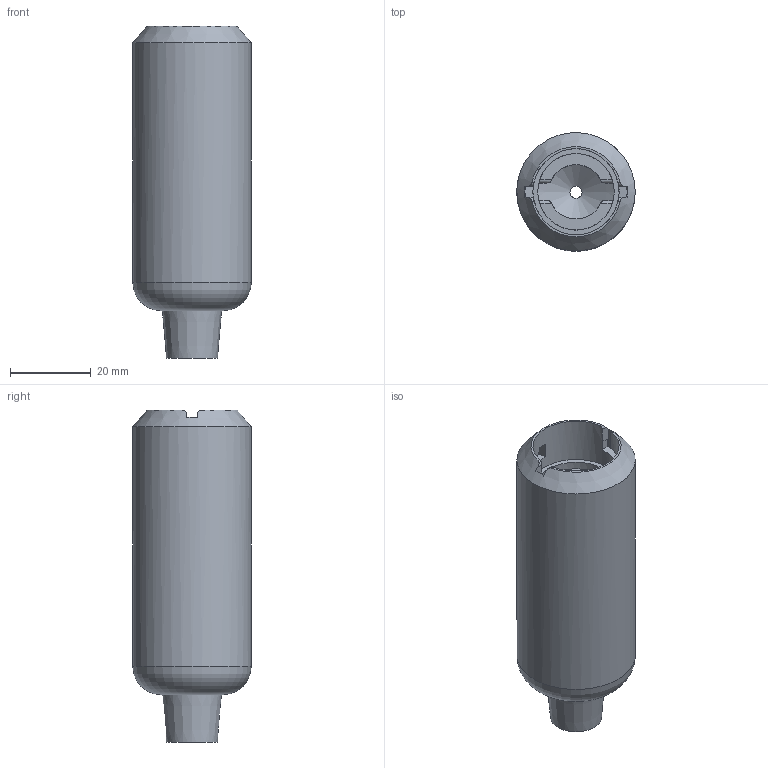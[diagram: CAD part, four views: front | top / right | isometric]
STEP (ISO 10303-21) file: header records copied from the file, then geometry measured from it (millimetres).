
FILE_DESCRIPTION(/* description */ ('STEP AP242','CAx-IF Rec.Pracs.---Representation and Presentation of Product Manufacturing Information (PMI)---4.0---2014-10-13','CAx-IF Rec.Pracs.---3D Tessellated Geometry---0.4---2014-09-14','2;1'),/* implementation_level */ '2;1');
FILE_NAME(/* name */ '674dc7565e0e6815ba5feee9',/* time_stamp */ '2024-12-02T14:42:31Z',/* author */ (''),/* organization */ (''),/* preprocessor_version */ 'ST-DEVELOPER v20',/* originating_system */ 'ONSHAPE BY PTC INC, 1.190',/* authorisation */ ' ');
FILE_SCHEMA (('AP242_MANAGED_MODEL_BASED_3D_ENGINEERING_MIM_LF { 1 0 10303 442 1 1 4 }'));
Length unit declared in the file: metre
Products named in the file (1): LOWER ASSEMBLY V2
Bounding box: 29.4 x 29.4 x 82.42 mm (x, y, z)
Volume: 25006.9 mm3; surface area: 12728.5 mm2
Topology: 1 solids, 1 shells, 75 faces, 207 edges, 136 vertices
Faces by surface type: plane 32, cylinder 28, bspline 10, cone 4, torus 1
Full cylindrical faces by diameter (mm): 3 x1, 6 x1, 19.002 x1, 21.4 x2, 29.4 x1
Entity records: 2452 total; most frequent: CARTESIAN_POINT 728, ORIENTED_EDGE 382, DIRECTION 300, EDGE_CURVE 191, VERTEX_POINT 131, AXIS2_PLACEMENT_3D 111, EDGE_LOOP 90, FACE_BOUND 90
